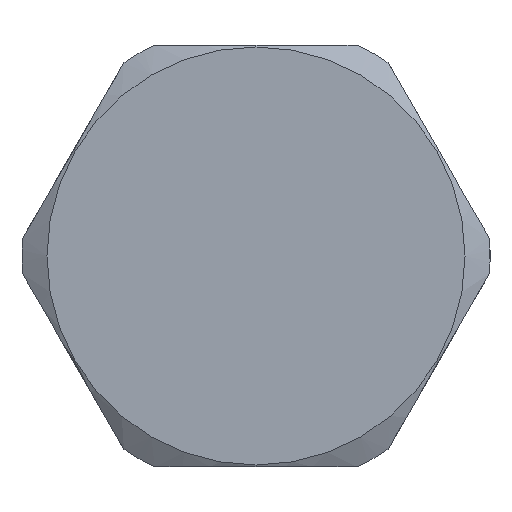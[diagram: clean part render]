
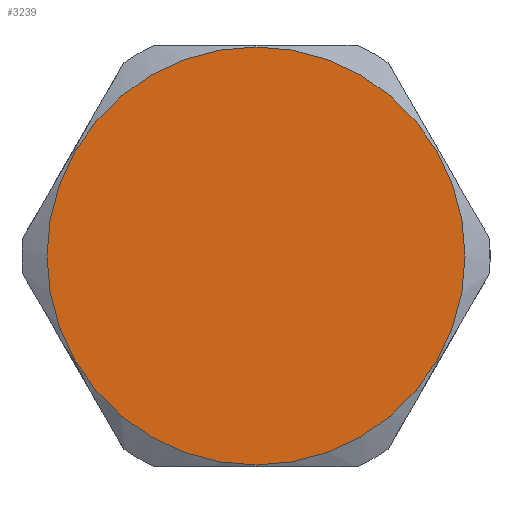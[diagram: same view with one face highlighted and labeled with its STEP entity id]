
A CAD part, left-side view. The second image highlights one B-rep face of the part: STEP entity #3239.
In plain terms, the highlighted planar face has unit normal (-1, 0, 0).
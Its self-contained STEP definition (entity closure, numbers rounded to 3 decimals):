
#1025 = DIRECTION ( 'NONE',  ( 0., 0., 1. ) ) ;
#1170 = DIRECTION ( 'NONE',  ( 0., 0., -1. ) ) ;
#1278 = CARTESIAN_POINT ( 'NONE',  ( 0., 0., 15.85 ) ) ;
#2716 = PLANE ( 'NONE',  #5894 ) ;
#3239 = ADVANCED_FACE ( 'NONE', ( #5640 ), #2716, .F. ) ;
#3386 = CARTESIAN_POINT ( 'NONE',  ( 0., 0., 0. ) ) ;
#3531 = CARTESIAN_POINT ( 'NONE',  ( 0., 0., -15.85 ) ) ;
#4200 = VERTEX_POINT ( 'NONE', #3531 ) ;
#4433 = ORIENTED_EDGE ( 'NONE', *, *, #9952, .T. ) ;
#4955 = CARTESIAN_POINT ( 'NONE',  ( 0., 0., 0. ) ) ;
#5640 = FACE_OUTER_BOUND ( 'NONE', #6352, .T. ) ;
#5644 = VERTEX_POINT ( 'NONE', #1278 ) ;
#5754 = DIRECTION ( 'NONE',  ( -1., 0., 0. ) ) ;
#5893 = CARTESIAN_POINT ( 'NONE',  ( 0., 0., 0. ) ) ;
#5894 = AXIS2_PLACEMENT_3D ( 'NONE', #5893, #8189, #1170 ) ;
#6352 = EDGE_LOOP ( 'NONE', ( #7167, #4433 ) ) ;
#6450 = CIRCLE ( 'NONE', #7930, 15.85 ) ;
#7167 = ORIENTED_EDGE ( 'NONE', *, *, #7474, .T. ) ;
#7274 = DIRECTION ( 'NONE',  ( -1., 0., 0. ) ) ;
#7474 = EDGE_CURVE ( 'NONE', #4200, #5644, #7927, .T. ) ;
#7927 = CIRCLE ( 'NONE', #10023, 15.85 ) ;
#7930 = AXIS2_PLACEMENT_3D ( 'NONE', #4955, #5754, #1025 ) ;
#8105 = DIRECTION ( 'NONE',  ( 0., 0., 1. ) ) ;
#8189 = DIRECTION ( 'NONE',  ( 1., 0., 0. ) ) ;
#9952 = EDGE_CURVE ( 'NONE', #5644, #4200, #6450, .T. ) ;
#10023 = AXIS2_PLACEMENT_3D ( 'NONE', #3386, #7274, #8105 ) ;
